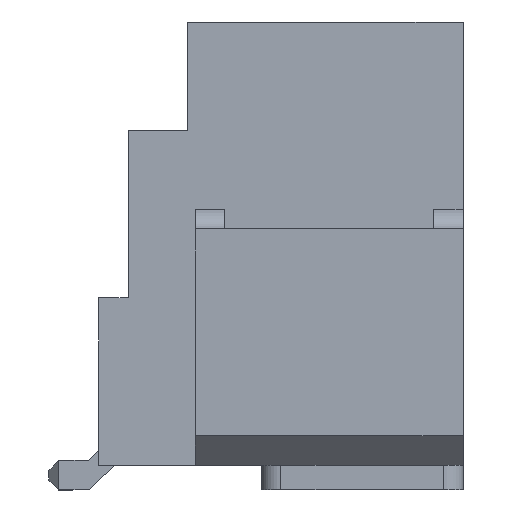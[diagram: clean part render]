
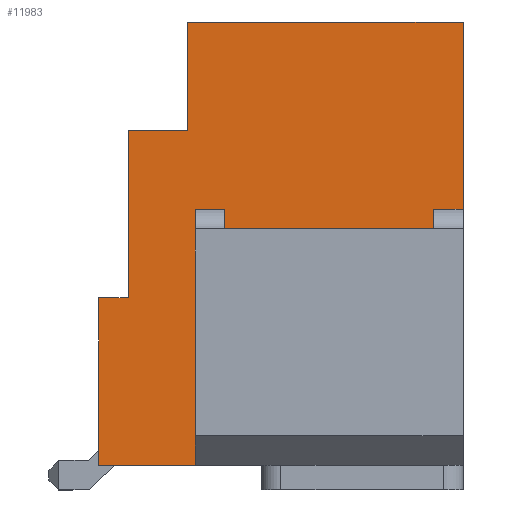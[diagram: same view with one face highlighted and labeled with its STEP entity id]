
A CAD part, left-side view. The second image highlights one B-rep face of the part: STEP entity #11983.
In plain terms, the highlighted face is planar.
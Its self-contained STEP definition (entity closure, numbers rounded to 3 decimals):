
#2682=ORIENTED_EDGE('',*,*,#4948,.T.);
#2683=ORIENTED_EDGE('',*,*,#4391,.T.);
#2684=ORIENTED_EDGE('',*,*,#4955,.F.);
#2685=ORIENTED_EDGE('',*,*,#4956,.F.);
#2686=ORIENTED_EDGE('',*,*,#4814,.F.);
#2687=ORIENTED_EDGE('',*,*,#4818,.F.);
#2688=ORIENTED_EDGE('',*,*,#4820,.F.);
#2689=ORIENTED_EDGE('',*,*,#4823,.F.);
#2690=ORIENTED_EDGE('',*,*,#4957,.F.);
#2691=ORIENTED_EDGE('',*,*,#4958,.F.);
#2692=ORIENTED_EDGE('',*,*,#4954,.T.);
#2693=ORIENTED_EDGE('',*,*,#4403,.T.);
#2694=ORIENTED_EDGE('',*,*,#4944,.F.);
#2695=ORIENTED_EDGE('',*,*,#4938,.T.);
#4391=EDGE_CURVE('',#5761,#5764,#7164,.T.);
#4403=EDGE_CURVE('',#5773,#5776,#7170,.T.);
#4814=EDGE_CURVE('',#6106,#6104,#7581,.T.);
#4818=EDGE_CURVE('',#6108,#6106,#7585,.T.);
#4820=EDGE_CURVE('',#6110,#6108,#7587,.T.);
#4823=EDGE_CURVE('',#6112,#6110,#7590,.T.);
#4938=EDGE_CURVE('',#6198,#6199,#7705,.T.);
#4944=EDGE_CURVE('',#6198,#5776,#7711,.T.);
#4948=EDGE_CURVE('',#6199,#5761,#7715,.T.);
#4954=EDGE_CURVE('',#6206,#5773,#7721,.T.);
#4955=EDGE_CURVE('',#6207,#5764,#7722,.T.);
#4956=EDGE_CURVE('',#6104,#6207,#7723,.T.);
#4957=EDGE_CURVE('',#6208,#6112,#7724,.T.);
#4958=EDGE_CURVE('',#6206,#6208,#7725,.T.);
#5761=VERTEX_POINT('',#17817);
#5764=VERTEX_POINT('',#17822);
#5773=VERTEX_POINT('',#17844);
#5776=VERTEX_POINT('',#17849);
#6104=VERTEX_POINT('',#18670);
#6106=VERTEX_POINT('',#18674);
#6108=VERTEX_POINT('',#18681);
#6110=VERTEX_POINT('',#18686);
#6112=VERTEX_POINT('',#18692);
#6198=VERTEX_POINT('',#18921);
#6199=VERTEX_POINT('',#18922);
#6206=VERTEX_POINT('',#18948);
#6207=VERTEX_POINT('',#18953);
#6208=VERTEX_POINT('',#18956);
#7164=LINE('',#17823,#8827);
#7170=LINE('',#17850,#8833);
#7581=LINE('',#18675,#9244);
#7585=LINE('',#18682,#9248);
#7587=LINE('',#18687,#9250);
#7590=LINE('',#18693,#9253);
#7705=LINE('',#18920,#9368);
#7711=LINE('',#18932,#9374);
#7715=LINE('',#18939,#9378);
#7721=LINE('',#18950,#9384);
#7722=LINE('',#18952,#9385);
#7723=LINE('',#18954,#9386);
#7724=LINE('',#18955,#9387);
#7725=LINE('',#18957,#9388);
#8827=VECTOR('',#14620,1000.);
#8833=VECTOR('',#14644,1000.);
#9244=VECTOR('',#15223,1000.);
#9248=VECTOR('',#15229,1000.);
#9250=VECTOR('',#15233,1000.);
#9253=VECTOR('',#15238,1000.);
#9368=VECTOR('',#15407,1000.);
#9374=VECTOR('',#15415,1000.);
#9378=VECTOR('',#15423,1000.);
#9384=VECTOR('',#15433,1000.);
#9385=VECTOR('',#15436,1000.);
#9386=VECTOR('',#15437,1000.);
#9387=VECTOR('',#15438,1000.);
#9388=VECTOR('',#15439,1000.);
#10096=EDGE_LOOP('',(#2682,#2683,#2684,#2685,#2686,#2687,#2688,#2689,#2690,
#2691,#2692,#2693,#2694,#2695));
#10749=FACE_BOUND('',#10096,.T.);
#11358=PLANE('',#12800);
#11983=ADVANCED_FACE('',(#10749),#11358,.F.);
#12800=AXIS2_PLACEMENT_3D('',#18951,#15434,#15435);
#14620=DIRECTION('',(0.,1.,0.));
#14644=DIRECTION('',(0.,1.,0.));
#15223=DIRECTION('',(0.,0.,1.));
#15229=DIRECTION('',(0.,1.,0.));
#15233=DIRECTION('',(0.,0.,1.));
#15238=DIRECTION('',(0.,1.,0.));
#15407=DIRECTION('',(0.,1.,0.));
#15415=DIRECTION('',(0.,0.,1.));
#15423=DIRECTION('',(0.,0.,1.));
#15433=DIRECTION('',(0.,0.,1.));
#15434=DIRECTION('',(-1.,0.,0.));
#15435=DIRECTION('',(0.,0.,1.));
#15436=DIRECTION('',(0.,0.,-1.));
#15437=DIRECTION('',(0.,1.,0.));
#15438=DIRECTION('',(0.,0.,1.));
#15439=DIRECTION('',(0.,-1.,0.));
#17817=CARTESIAN_POINT('',(9.625,1.55,0.35));
#17822=CARTESIAN_POINT('',(9.625,1.85,0.35));
#17823=CARTESIAN_POINT('',(9.625,0.,0.35));
#17844=CARTESIAN_POINT('',(9.625,-0.87,0.35));
#17849=CARTESIAN_POINT('',(9.625,-0.57,0.35));
#17850=CARTESIAN_POINT('',(9.625,0.,0.35));
#18670=CARTESIAN_POINT('',(9.625,-0.95,2.25));
#18674=CARTESIAN_POINT('',(9.625,-0.95,1.15));
#18675=CARTESIAN_POINT('',(9.625,-0.95,1.15));
#18681=CARTESIAN_POINT('',(9.625,-1.55,1.15));
#18682=CARTESIAN_POINT('',(9.625,-1.55,1.15));
#18686=CARTESIAN_POINT('',(9.625,-1.55,-0.55));
#18687=CARTESIAN_POINT('',(9.625,-1.55,-0.55));
#18692=CARTESIAN_POINT('',(9.625,-1.85,-0.55));
#18693=CARTESIAN_POINT('',(9.625,-1.85,-0.55));
#18920=CARTESIAN_POINT('',(9.625,-0.57,-0.15));
#18921=CARTESIAN_POINT('',(9.625,-0.57,-0.15));
#18922=CARTESIAN_POINT('',(9.625,1.55,-0.15));
#18932=CARTESIAN_POINT('',(9.625,-0.57,-0.15));
#18939=CARTESIAN_POINT('',(9.625,1.55,-0.15));
#18948=CARTESIAN_POINT('',(9.625,-0.87,-2.25));
#18950=CARTESIAN_POINT('',(9.625,-0.87,-2.25));
#18951=CARTESIAN_POINT('',(9.625,0.,0.));
#18952=CARTESIAN_POINT('',(9.625,1.85,2.25));
#18953=CARTESIAN_POINT('',(9.625,1.85,2.25));
#18954=CARTESIAN_POINT('',(9.625,-1.85,2.25));
#18955=CARTESIAN_POINT('',(9.625,-1.85,-2.25));
#18956=CARTESIAN_POINT('',(9.625,-1.85,-2.25));
#18957=CARTESIAN_POINT('',(9.625,1.85,-2.25));
